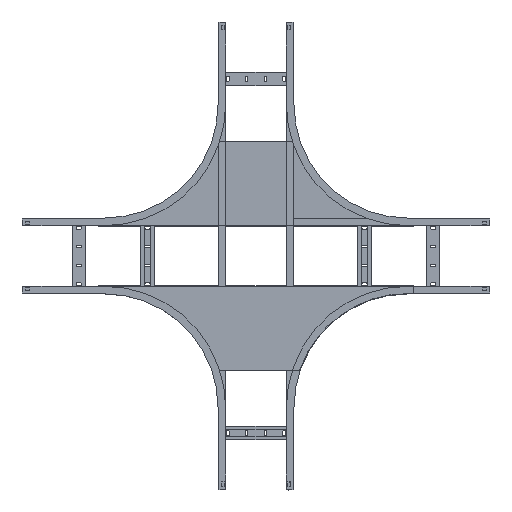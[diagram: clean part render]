
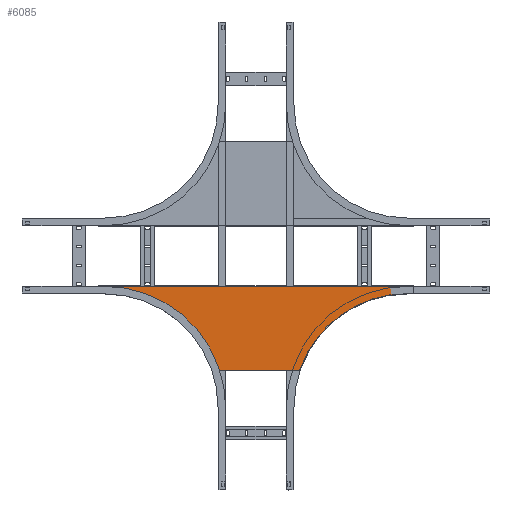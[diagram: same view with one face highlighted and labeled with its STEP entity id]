
A CAD part, top view. The second image highlights one B-rep face of the part: STEP entity #6085.
In plain terms, the highlighted face is planar.
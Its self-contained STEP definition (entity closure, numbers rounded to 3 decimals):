
#171 = CARTESIAN_POINT ( 'NONE',  ( -410.4, -1.2, -380. ) ) ;
#206 = CARTESIAN_POINT ( 'NONE',  ( 410.4, -1.2, -375. ) ) ;
#228 = EDGE_CURVE ( 'NONE', #3660, #580, #352, .T. ) ;
#352 = CIRCLE ( 'NONE', #572, 301.8 ) ;
#421 = EDGE_CURVE ( 'NONE', #6912, #4309, #6361, .T. ) ;
#454 = DIRECTION ( 'NONE',  ( 1., 0., 0. ) ) ;
#486 = ORIENTED_EDGE ( 'NONE', *, *, #421, .T. ) ;
#563 = VECTOR ( 'NONE', #5432, 1000. ) ;
#572 = AXIS2_PLACEMENT_3D ( 'NONE', #1083, #2713, #3218 ) ;
#580 = VERTEX_POINT ( 'NONE', #5680 ) ;
#655 = DIRECTION ( 'NONE',  ( 0., -1., 0. ) ) ;
#671 = ORIENTED_EDGE ( 'NONE', *, *, #4508, .T. ) ;
#771 = DIRECTION ( 'NONE',  ( 0., 1., 0. ) ) ;
#772 = CARTESIAN_POINT ( 'NONE',  ( 415.4, -1.2, -395.4 ) ) ;
#822 = AXIS2_PLACEMENT_3D ( 'NONE', #4096, #4615, #2370 ) ;
#876 = CARTESIAN_POINT ( 'NONE',  ( 415.4, -1.2, -380. ) ) ;
#967 = CIRCLE ( 'NONE', #3210, 301.8 ) ;
#1083 = CARTESIAN_POINT ( 'NONE',  ( 399.538, -1.2, -73.2 ) ) ;
#1329 = LINE ( 'NONE', #5602, #6830 ) ;
#1550 = LINE ( 'NONE', #5538, #4637 ) ;
#1554 = DIRECTION ( 'NONE',  ( 0., 0., 1. ) ) ;
#1595 = CARTESIAN_POINT ( 'NONE',  ( -415.4, -1.2, -380. ) ) ;
#1637 = DIRECTION ( 'NONE',  ( 0., 0., 1. ) ) ;
#1650 = CARTESIAN_POINT ( 'NONE',  ( -587., -1.2, -393.2 ) ) ;
#1772 = CARTESIAN_POINT ( 'NONE',  ( -415.4, -1.2, -393.2 ) ) ;
#1886 = CARTESIAN_POINT ( 'NONE',  ( 114.787, -1.2, -173.2 ) ) ;
#1891 = DIRECTION ( 'NONE',  ( 0., 0., -1. ) ) ;
#2058 = CARTESIAN_POINT ( 'NONE',  ( -399.538, -1.2, -375. ) ) ;
#2195 = VERTEX_POINT ( 'NONE', #5859 ) ;
#2221 = DIRECTION ( 'NONE',  ( -1., 0., 0. ) ) ;
#2225 = VERTEX_POINT ( 'NONE', #876 ) ;
#2243 = EDGE_CURVE ( 'NONE', #2225, #2563, #6782, .T. ) ;
#2370 = DIRECTION ( 'NONE',  ( 0., 0., 1. ) ) ;
#2477 = ORIENTED_EDGE ( 'NONE', *, *, #2650, .F. ) ;
#2563 = VERTEX_POINT ( 'NONE', #3812 ) ;
#2650 = EDGE_CURVE ( 'NONE', #6912, #2195, #5454, .T. ) ;
#2713 = DIRECTION ( 'NONE',  ( 0., -1., 0. ) ) ;
#2790 = CIRCLE ( 'NONE', #822, 5. ) ;
#2899 = DIRECTION ( 'NONE',  ( 1., 0., 0. ) ) ;
#3210 = AXIS2_PLACEMENT_3D ( 'NONE', #6502, #4328, #1554 ) ;
#3218 = DIRECTION ( 'NONE',  ( 0., 0., -1. ) ) ;
#3261 = LINE ( 'NONE', #3922, #6576 ) ;
#3445 = ORIENTED_EDGE ( 'NONE', *, *, #2243, .F. ) ;
#3660 = VERTEX_POINT ( 'NONE', #1886 ) ;
#3695 = VERTEX_POINT ( 'NONE', #6323 ) ;
#3794 = ORIENTED_EDGE ( 'NONE', *, *, #4565, .F. ) ;
#3812 = CARTESIAN_POINT ( 'NONE',  ( 415.4, -1.2, -393.2 ) ) ;
#3818 = VECTOR ( 'NONE', #1891, 1000. ) ;
#3922 = CARTESIAN_POINT ( 'NONE',  ( -560., -1.2, -173.2 ) ) ;
#4054 = PLANE ( 'NONE',  #5095 ) ;
#4060 = VECTOR ( 'NONE', #454, 1000. ) ;
#4096 = CARTESIAN_POINT ( 'NONE',  ( 410.4, -1.2, -380. ) ) ;
#4101 = CARTESIAN_POINT ( 'NONE',  ( -399.538, -1.2, -73.2 ) ) ;
#4309 = VERTEX_POINT ( 'NONE', #1595 ) ;
#4328 = DIRECTION ( 'NONE',  ( 0., -1., 0. ) ) ;
#4334 = EDGE_CURVE ( 'NONE', #2563, #5147, #7100, .T. ) ;
#4508 = EDGE_CURVE ( 'NONE', #3660, #3695, #3261, .T. ) ;
#4565 = EDGE_CURVE ( 'NONE', #580, #6669, #1329, .T. ) ;
#4615 = DIRECTION ( 'NONE',  ( 0., -1., 0. ) ) ;
#4621 = DIRECTION ( 'NONE',  ( 0., 0., 1. ) ) ;
#4637 = VECTOR ( 'NONE', #1637, 1000. ) ;
#4668 = DIRECTION ( 'NONE',  ( 0., 0., 1. ) ) ;
#4919 = ORIENTED_EDGE ( 'NONE', *, *, #4990, .F. ) ;
#4990 = EDGE_CURVE ( 'NONE', #5147, #4309, #1550, .T. ) ;
#5095 = AXIS2_PLACEMENT_3D ( 'NONE', #4101, #771, #4668 ) ;
#5147 = VERTEX_POINT ( 'NONE', #1772 ) ;
#5432 = DIRECTION ( 'NONE',  ( -1., 0., 0. ) ) ;
#5438 = ORIENTED_EDGE ( 'NONE', *, *, #228, .F. ) ;
#5454 = LINE ( 'NONE', #2058, #4060 ) ;
#5461 = CARTESIAN_POINT ( 'NONE',  ( -410.4, -1.2, -375. ) ) ;
#5538 = CARTESIAN_POINT ( 'NONE',  ( -415.4, -1.2, -395.4 ) ) ;
#5602 = CARTESIAN_POINT ( 'NONE',  ( 399.538, -1.2, -375. ) ) ;
#5646 = AXIS2_PLACEMENT_3D ( 'NONE', #171, #655, #4621 ) ;
#5671 = ORIENTED_EDGE ( 'NONE', *, *, #4334, .F. ) ;
#5680 = CARTESIAN_POINT ( 'NONE',  ( 399.538, -1.2, -375. ) ) ;
#5859 = CARTESIAN_POINT ( 'NONE',  ( -399.538, -1.2, -375. ) ) ;
#6085 = ADVANCED_FACE ( 'NONE', ( #6898 ), #4054, .F. ) ;
#6323 = CARTESIAN_POINT ( 'NONE',  ( -114.787, -1.2, -173.2 ) ) ;
#6351 = EDGE_CURVE ( 'NONE', #2195, #3695, #967, .T. ) ;
#6361 = CIRCLE ( 'NONE', #5646, 5. ) ;
#6365 = ORIENTED_EDGE ( 'NONE', *, *, #6351, .F. ) ;
#6502 = CARTESIAN_POINT ( 'NONE',  ( -399.538, -1.2, -73.2 ) ) ;
#6576 = VECTOR ( 'NONE', #2221, 1000. ) ;
#6669 = VERTEX_POINT ( 'NONE', #206 ) ;
#6671 = EDGE_CURVE ( 'NONE', #2225, #6669, #2790, .T. ) ;
#6674 = ORIENTED_EDGE ( 'NONE', *, *, #6671, .T. ) ;
#6738 = EDGE_LOOP ( 'NONE', ( #3445, #6674, #3794, #5438, #671, #6365, #2477, #486, #4919, #5671 ) ) ;
#6782 = LINE ( 'NONE', #772, #3818 ) ;
#6830 = VECTOR ( 'NONE', #2899, 1000. ) ;
#6898 = FACE_OUTER_BOUND ( 'NONE', #6738, .T. ) ;
#6912 = VERTEX_POINT ( 'NONE', #5461 ) ;
#7100 = LINE ( 'NONE', #1650, #563 ) ;
